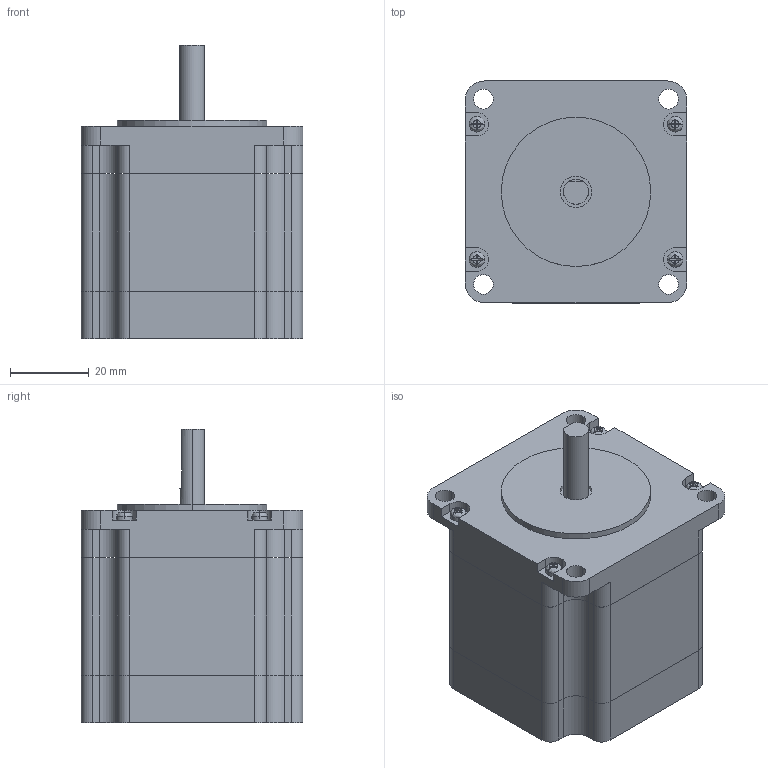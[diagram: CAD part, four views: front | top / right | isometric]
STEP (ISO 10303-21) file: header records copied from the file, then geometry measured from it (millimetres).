
FILE_DESCRIPTION (( 'STEP AP203' ), '1' );
FILE_NAME ('Nema 23_Predeterminado_sldprt.STEP', '2024-02-29T15:20:19', ( '' ), ( '' ), 'SwSTEP 2.0', 'SolidWorks 2022', '' );
FILE_SCHEMA (( 'CONFIG_CONTROL_DESIGN' ));
Length unit declared in the file: millimetre
Products named in the file (1): Nema 23_Predeterminado_sldprt
Bounding box: 56.4 x 56.4 x 74.6 mm (x, y, z)
Volume: 156207.7 mm3; surface area: 30221.7 mm2
Topology: 9 solids, 9 shells, 237 faces, 638 edges, 422 vertices
Faces by surface type: plane 155, cylinder 72, bspline 8, cone 2
Entity records: 7629 total; most frequent: CARTESIAN_POINT 1634, ORIENTED_EDGE 1276, DIRECTION 1182, EDGE_CURVE 638, VERTEX_POINT 422, LINE 410, VECTOR 410, AXIS2_PLACEMENT_3D 386
